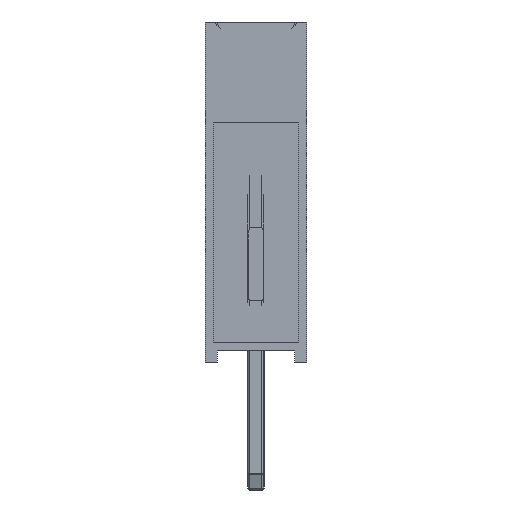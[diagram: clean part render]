
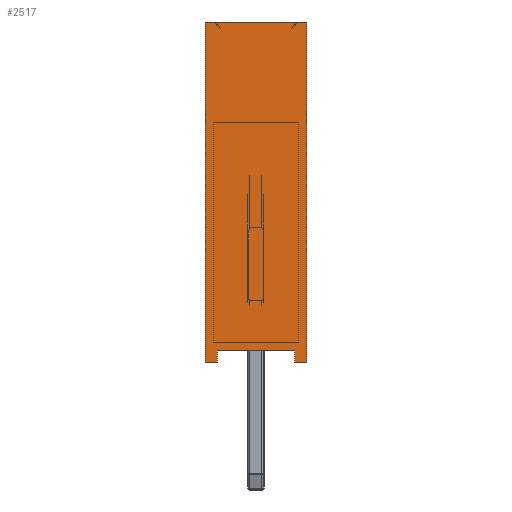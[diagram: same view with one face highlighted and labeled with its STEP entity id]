
A CAD part, left-side view. The second image highlights one B-rep face of the part: STEP entity #2517.
In plain terms, the highlighted planar face has unit normal (-1, 0, 0).
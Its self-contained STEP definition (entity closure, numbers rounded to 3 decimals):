
#421=FACE_OUTER_BOUND('',#572,.T.);
#572=EDGE_LOOP('',(#1673,#1674,#1675,#1676,#1677,#1678,#1679,#1680));
#738=LINE('',#3941,#924);
#740=LINE('',#3947,#926);
#743=LINE('',#3952,#929);
#748=LINE('',#3966,#934);
#749=LINE('',#3969,#935);
#752=LINE('',#3975,#938);
#753=LINE('',#3977,#939);
#754=LINE('',#3978,#940);
#924=VECTOR('',#3075,10.);
#926=VECTOR('',#3079,10.);
#929=VECTOR('',#3084,10.);
#934=VECTOR('',#3099,10.);
#935=VECTOR('',#3102,10.);
#938=VECTOR('',#3107,10.);
#939=VECTOR('',#3108,10.);
#940=VECTOR('',#3109,10.);
#1108=VERTEX_POINT('',#3935);
#1110=VERTEX_POINT('',#3939);
#1111=VERTEX_POINT('',#3943);
#1113=VERTEX_POINT('',#3946);
#1118=VERTEX_POINT('',#3964);
#1119=VERTEX_POINT('',#3968);
#1121=VERTEX_POINT('',#3974);
#1122=VERTEX_POINT('',#3976);
#1306=EDGE_CURVE('',#1108,#1110,#738,.T.);
#1308=EDGE_CURVE('',#1113,#1111,#740,.T.);
#1311=EDGE_CURVE('',#1110,#1113,#743,.T.);
#1320=EDGE_CURVE('',#1111,#1118,#748,.T.);
#1321=EDGE_CURVE('',#1119,#1108,#749,.T.);
#1324=EDGE_CURVE('',#1118,#1121,#752,.T.);
#1325=EDGE_CURVE('',#1122,#1121,#753,.T.);
#1326=EDGE_CURVE('',#1119,#1122,#754,.T.);
#1673=ORIENTED_EDGE('',*,*,#1306,.T.);
#1674=ORIENTED_EDGE('',*,*,#1311,.T.);
#1675=ORIENTED_EDGE('',*,*,#1308,.T.);
#1676=ORIENTED_EDGE('',*,*,#1320,.T.);
#1677=ORIENTED_EDGE('',*,*,#1324,.T.);
#1678=ORIENTED_EDGE('',*,*,#1325,.F.);
#1679=ORIENTED_EDGE('',*,*,#1326,.F.);
#1680=ORIENTED_EDGE('',*,*,#1321,.T.);
#2321=PLANE('',#2725);
#2517=ADVANCED_FACE('',(#421),#2321,.T.);
#2725=AXIS2_PLACEMENT_3D('',#3973,#3105,#3106);
#3075=DIRECTION('',(0.,0.,1.));
#3079=DIRECTION('',(0.,0.,-1.));
#3084=DIRECTION('',(0.,-1.,0.));
#3099=DIRECTION('',(0.,-1.,0.));
#3102=DIRECTION('',(0.,-1.,0.));
#3105=DIRECTION('center_axis',(-1.,0.,0.));
#3106=DIRECTION('ref_axis',(0.,-1.,0.));
#3107=DIRECTION('',(0.,0.,1.));
#3108=DIRECTION('',(0.,-1.,0.));
#3109=DIRECTION('',(0.,0.,1.));
#3935=CARTESIAN_POINT('',(-1.27,0.97,0.));
#3939=CARTESIAN_POINT('',(-1.27,0.97,0.3));
#3941=CARTESIAN_POINT('',(-1.27,0.97,0.));
#3943=CARTESIAN_POINT('',(-1.27,-0.97,0.));
#3946=CARTESIAN_POINT('',(-1.27,-0.97,0.3));
#3947=CARTESIAN_POINT('',(-1.27,-0.97,0.));
#3952=CARTESIAN_POINT('',(-1.27,0.635,0.3));
#3964=CARTESIAN_POINT('',(-1.27,-1.27,0.));
#3966=CARTESIAN_POINT('',(-1.27,1.27,0.));
#3968=CARTESIAN_POINT('',(-1.27,1.27,0.));
#3969=CARTESIAN_POINT('',(-1.27,1.27,0.));
#3973=CARTESIAN_POINT('Origin',(-1.27,1.27,0.));
#3974=CARTESIAN_POINT('',(-1.27,-1.27,8.5));
#3975=CARTESIAN_POINT('',(-1.27,-1.27,0.));
#3976=CARTESIAN_POINT('',(-1.27,1.27,8.5));
#3977=CARTESIAN_POINT('',(-1.27,1.27,8.5));
#3978=CARTESIAN_POINT('',(-1.27,1.27,0.));
